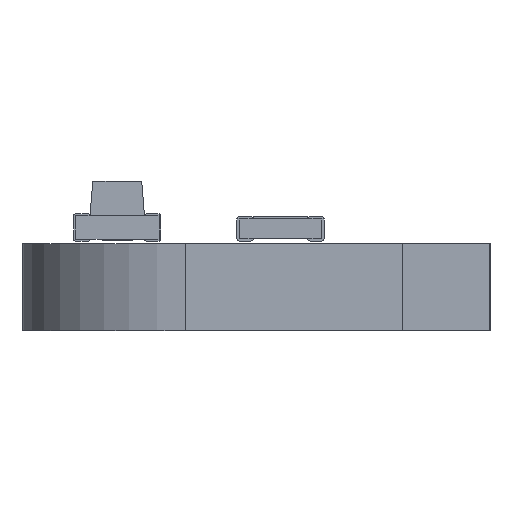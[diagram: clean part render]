
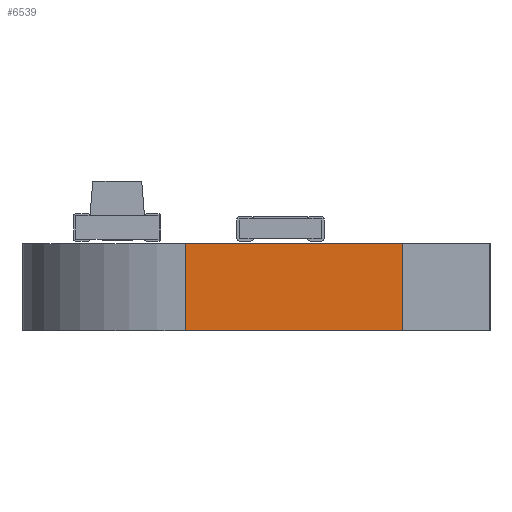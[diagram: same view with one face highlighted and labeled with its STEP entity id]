
A CAD part, left-side view. The second image highlights one B-rep face of the part: STEP entity #6539.
In plain terms, the highlighted planar face has unit normal (-1, 0, 0).
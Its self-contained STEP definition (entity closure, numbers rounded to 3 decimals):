
#5046 = PLANE('',#5047);
#5047 = AXIS2_PLACEMENT_3D('',#5048,#5049,#5050);
#5048 = CARTESIAN_POINT('',(100.002,-97.543,1.6));
#5049 = DIRECTION('',(-0.,-0.,-1.));
#5050 = DIRECTION('',(-1.,0.,0.));
#5100 = PLANE('',#5101);
#5101 = AXIS2_PLACEMENT_3D('',#5102,#5103,#5104);
#5102 = CARTESIAN_POINT('',(100.002,-97.543,0.));
#5103 = DIRECTION('',(-0.,-0.,-1.));
#5104 = DIRECTION('',(-1.,0.,0.));
#5723 = VERTEX_POINT('',#5724);
#5724 = CARTESIAN_POINT('',(85.,-100.,0.));
#5738 = PLANE('',#5739);
#5739 = AXIS2_PLACEMENT_3D('',#5740,#5741,#5742);
#5740 = CARTESIAN_POINT('',(86.35,-100.,0.));
#5741 = DIRECTION('',(0.,-1.,0.));
#5742 = DIRECTION('',(-1.,0.,0.));
#5750 = EDGE_CURVE('',#5723,#5751,#5753,.T.);
#5751 = VERTEX_POINT('',#5752);
#5752 = CARTESIAN_POINT('',(85.,-96.,0.));
#5753 = SURFACE_CURVE('',#5754,(#5758,#5765),.PCURVE_S1.);
#5754 = LINE('',#5755,#5756);
#5755 = CARTESIAN_POINT('',(85.,-100.,0.));
#5756 = VECTOR('',#5757,1.);
#5757 = DIRECTION('',(0.,1.,0.));
#5758 = PCURVE('',#5100,#5759);
#5759 = DEFINITIONAL_REPRESENTATION('',(#5760),#5764);
#5760 = LINE('',#5761,#5762);
#5761 = CARTESIAN_POINT('',(15.002,-2.457));
#5762 = VECTOR('',#5763,1.);
#5763 = DIRECTION('',(0.,1.));
#5764 = ( GEOMETRIC_REPRESENTATION_CONTEXT(2) 
PARAMETRIC_REPRESENTATION_CONTEXT() REPRESENTATION_CONTEXT('2D SPACE',''
  ) );
#5765 = PCURVE('',#5766,#5771);
#5766 = PLANE('',#5767);
#5767 = AXIS2_PLACEMENT_3D('',#5768,#5769,#5770);
#5768 = CARTESIAN_POINT('',(85.,-100.,0.));
#5769 = DIRECTION('',(-1.,0.,0.));
#5770 = DIRECTION('',(0.,1.,0.));
#5771 = DEFINITIONAL_REPRESENTATION('',(#5772),#5776);
#5772 = LINE('',#5773,#5774);
#5773 = CARTESIAN_POINT('',(0.,0.));
#5774 = VECTOR('',#5775,1.);
#5775 = DIRECTION('',(1.,0.));
#5776 = ( GEOMETRIC_REPRESENTATION_CONTEXT(2) 
PARAMETRIC_REPRESENTATION_CONTEXT() REPRESENTATION_CONTEXT('2D SPACE',''
  ) );
#5799 = CYLINDRICAL_SURFACE('',#5800,3.);
#5800 = AXIS2_PLACEMENT_3D('',#5801,#5802,#5803);
#5801 = CARTESIAN_POINT('',(88.,-96.,0.));
#5802 = DIRECTION('',(-0.,-0.,-1.));
#5803 = DIRECTION('',(1.,0.,-0.));
#6277 = VERTEX_POINT('',#6278);
#6278 = CARTESIAN_POINT('',(85.,-100.,1.6));
#6299 = EDGE_CURVE('',#6277,#6300,#6302,.T.);
#6300 = VERTEX_POINT('',#6301);
#6301 = CARTESIAN_POINT('',(85.,-96.,1.6));
#6302 = SURFACE_CURVE('',#6303,(#6307,#6314),.PCURVE_S1.);
#6303 = LINE('',#6304,#6305);
#6304 = CARTESIAN_POINT('',(85.,-100.,1.6));
#6305 = VECTOR('',#6306,1.);
#6306 = DIRECTION('',(0.,1.,0.));
#6307 = PCURVE('',#5046,#6308);
#6308 = DEFINITIONAL_REPRESENTATION('',(#6309),#6313);
#6309 = LINE('',#6310,#6311);
#6310 = CARTESIAN_POINT('',(15.002,-2.457));
#6311 = VECTOR('',#6312,1.);
#6312 = DIRECTION('',(0.,1.));
#6313 = ( GEOMETRIC_REPRESENTATION_CONTEXT(2) 
PARAMETRIC_REPRESENTATION_CONTEXT() REPRESENTATION_CONTEXT('2D SPACE',''
  ) );
#6314 = PCURVE('',#5766,#6315);
#6315 = DEFINITIONAL_REPRESENTATION('',(#6316),#6320);
#6316 = LINE('',#6317,#6318);
#6317 = CARTESIAN_POINT('',(0.,-1.6));
#6318 = VECTOR('',#6319,1.);
#6319 = DIRECTION('',(1.,0.));
#6320 = ( GEOMETRIC_REPRESENTATION_CONTEXT(2) 
PARAMETRIC_REPRESENTATION_CONTEXT() REPRESENTATION_CONTEXT('2D SPACE',''
  ) );
#6491 = EDGE_CURVE('',#5751,#6300,#6492,.T.);
#6492 = SURFACE_CURVE('',#6493,(#6497,#6504),.PCURVE_S1.);
#6493 = LINE('',#6494,#6495);
#6494 = CARTESIAN_POINT('',(85.,-96.,0.));
#6495 = VECTOR('',#6496,1.);
#6496 = DIRECTION('',(0.,0.,1.));
#6497 = PCURVE('',#5799,#6498);
#6498 = DEFINITIONAL_REPRESENTATION('',(#6499),#6503);
#6499 = LINE('',#6500,#6501);
#6500 = CARTESIAN_POINT('',(-3.142,0.));
#6501 = VECTOR('',#6502,1.);
#6502 = DIRECTION('',(-0.,-1.));
#6503 = ( GEOMETRIC_REPRESENTATION_CONTEXT(2) 
PARAMETRIC_REPRESENTATION_CONTEXT() REPRESENTATION_CONTEXT('2D SPACE',''
  ) );
#6504 = PCURVE('',#5766,#6505);
#6505 = DEFINITIONAL_REPRESENTATION('',(#6506),#6510);
#6506 = LINE('',#6507,#6508);
#6507 = CARTESIAN_POINT('',(4.,0.));
#6508 = VECTOR('',#6509,1.);
#6509 = DIRECTION('',(0.,-1.));
#6510 = ( GEOMETRIC_REPRESENTATION_CONTEXT(2) 
PARAMETRIC_REPRESENTATION_CONTEXT() REPRESENTATION_CONTEXT('2D SPACE',''
  ) );
#6539 = ADVANCED_FACE('',(#6540),#5766,.T.);
#6540 = FACE_BOUND('',#6541,.T.);
#6541 = EDGE_LOOP('',(#6542,#6563,#6564,#6565));
#6542 = ORIENTED_EDGE('',*,*,#6543,.T.);
#6543 = EDGE_CURVE('',#5723,#6277,#6544,.T.);
#6544 = SURFACE_CURVE('',#6545,(#6549,#6556),.PCURVE_S1.);
#6545 = LINE('',#6546,#6547);
#6546 = CARTESIAN_POINT('',(85.,-100.,0.));
#6547 = VECTOR('',#6548,1.);
#6548 = DIRECTION('',(0.,0.,1.));
#6549 = PCURVE('',#5766,#6550);
#6550 = DEFINITIONAL_REPRESENTATION('',(#6551),#6555);
#6551 = LINE('',#6552,#6553);
#6552 = CARTESIAN_POINT('',(0.,0.));
#6553 = VECTOR('',#6554,1.);
#6554 = DIRECTION('',(0.,-1.));
#6555 = ( GEOMETRIC_REPRESENTATION_CONTEXT(2) 
PARAMETRIC_REPRESENTATION_CONTEXT() REPRESENTATION_CONTEXT('2D SPACE',''
  ) );
#6556 = PCURVE('',#5738,#6557);
#6557 = DEFINITIONAL_REPRESENTATION('',(#6558),#6562);
#6558 = LINE('',#6559,#6560);
#6559 = CARTESIAN_POINT('',(1.35,0.));
#6560 = VECTOR('',#6561,1.);
#6561 = DIRECTION('',(0.,-1.));
#6562 = ( GEOMETRIC_REPRESENTATION_CONTEXT(2) 
PARAMETRIC_REPRESENTATION_CONTEXT() REPRESENTATION_CONTEXT('2D SPACE',''
  ) );
#6563 = ORIENTED_EDGE('',*,*,#6299,.T.);
#6564 = ORIENTED_EDGE('',*,*,#6491,.F.);
#6565 = ORIENTED_EDGE('',*,*,#5750,.F.);
